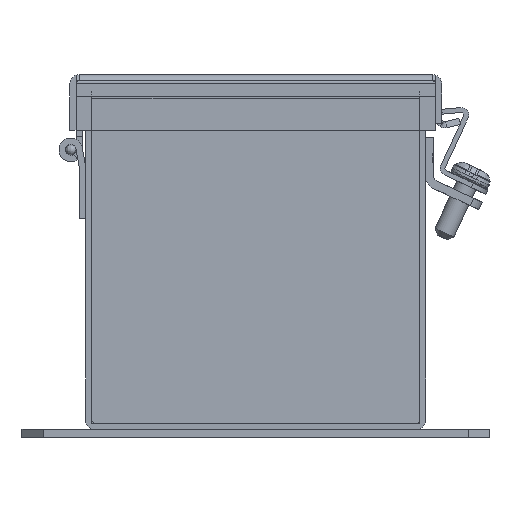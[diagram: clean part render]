
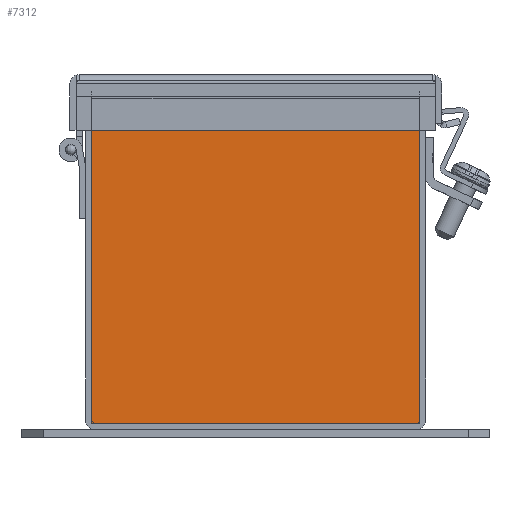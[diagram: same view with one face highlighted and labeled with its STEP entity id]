
A CAD part, left-side view. The second image highlights one B-rep face of the part: STEP entity #7312.
In plain terms, the highlighted planar face has unit normal (-1, 0, 0).
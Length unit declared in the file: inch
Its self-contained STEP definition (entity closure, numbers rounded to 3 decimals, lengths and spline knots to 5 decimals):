
#236 = VERTEX_POINT ( 'NONE', #7574 ) ;
#329 = LINE ( 'NONE', #3795, #20986 ) ;
#605 = FACE_OUTER_BOUND ( 'NONE', #13109, .T. ) ;
#939 = DIRECTION ( 'NONE',  ( 1., 0., 0. ) ) ;
#1147 = DIRECTION ( 'NONE',  ( 0., -1., 0. ) ) ;
#1590 = VERTEX_POINT ( 'NONE', #3656 ) ;
#2208 = DIRECTION ( 'NONE',  ( 0., 1., 0. ) ) ;
#2344 = DIRECTION ( 'NONE',  ( 0., 0., 1. ) ) ;
#2439 = LINE ( 'NONE', #15847, #5378 ) ;
#3436 = VERTEX_POINT ( 'NONE', #15634 ) ;
#3656 = CARTESIAN_POINT ( 'NONE',  ( -29.997, -1.928, 0.072 ) ) ;
#3795 = CARTESIAN_POINT ( 'NONE',  ( -29.997, -1.928, 0.072 ) ) ;
#4718 = CARTESIAN_POINT ( 'NONE',  ( -29.997, 1.928, 3.892 ) ) ;
#4824 = LINE ( 'NONE', #4718, #9487 ) ;
#5378 = VECTOR ( 'NONE', #15618, 39.37008 ) ;
#6079 = ORIENTED_EDGE ( 'NONE', *, *, #19767, .F. ) ;
#7002 = VECTOR ( 'NONE', #2208, 39.37008 ) ;
#7312 = ADVANCED_FACE ( 'NONE', ( #605 ), #12188, .F. ) ;
#7572 = EDGE_CURVE ( 'NONE', #20719, #236, #4824, .T. ) ;
#7574 = CARTESIAN_POINT ( 'NONE',  ( -29.997, -1.928, 3.892 ) ) ;
#8112 = CARTESIAN_POINT ( 'NONE',  ( -29.997, 1.928, 3.892 ) ) ;
#8782 = AXIS2_PLACEMENT_3D ( 'NONE', #9058, #939, #2344 ) ;
#9058 = CARTESIAN_POINT ( 'NONE',  ( -29.997, 1.928, 0.072 ) ) ;
#9487 = VECTOR ( 'NONE', #1147, 39.37008 ) ;
#10044 = ORIENTED_EDGE ( 'NONE', *, *, #10687, .F. ) ;
#10687 = EDGE_CURVE ( 'NONE', #236, #1590, #329, .T. ) ;
#11181 = EDGE_CURVE ( 'NONE', #1590, #3436, #15395, .T. ) ;
#12188 = PLANE ( 'NONE',  #8782 ) ;
#12827 = ORIENTED_EDGE ( 'NONE', *, *, #7572, .F. ) ;
#13109 = EDGE_LOOP ( 'NONE', ( #12827, #6079, #19049, #10044 ) ) ;
#15136 = DIRECTION ( 'NONE',  ( 0., 0., -1. ) ) ;
#15283 = CARTESIAN_POINT ( 'NONE',  ( -29.997, 1.928, 0.072 ) ) ;
#15395 = LINE ( 'NONE', #15283, #7002 ) ;
#15618 = DIRECTION ( 'NONE',  ( 0., 0., 1. ) ) ;
#15634 = CARTESIAN_POINT ( 'NONE',  ( -29.997, 1.928, 0.072 ) ) ;
#15847 = CARTESIAN_POINT ( 'NONE',  ( -29.997, 1.928, 0.072 ) ) ;
#19049 = ORIENTED_EDGE ( 'NONE', *, *, #11181, .F. ) ;
#19767 = EDGE_CURVE ( 'NONE', #3436, #20719, #2439, .T. ) ;
#20719 = VERTEX_POINT ( 'NONE', #8112 ) ;
#20986 = VECTOR ( 'NONE', #15136, 39.37008 ) ;
